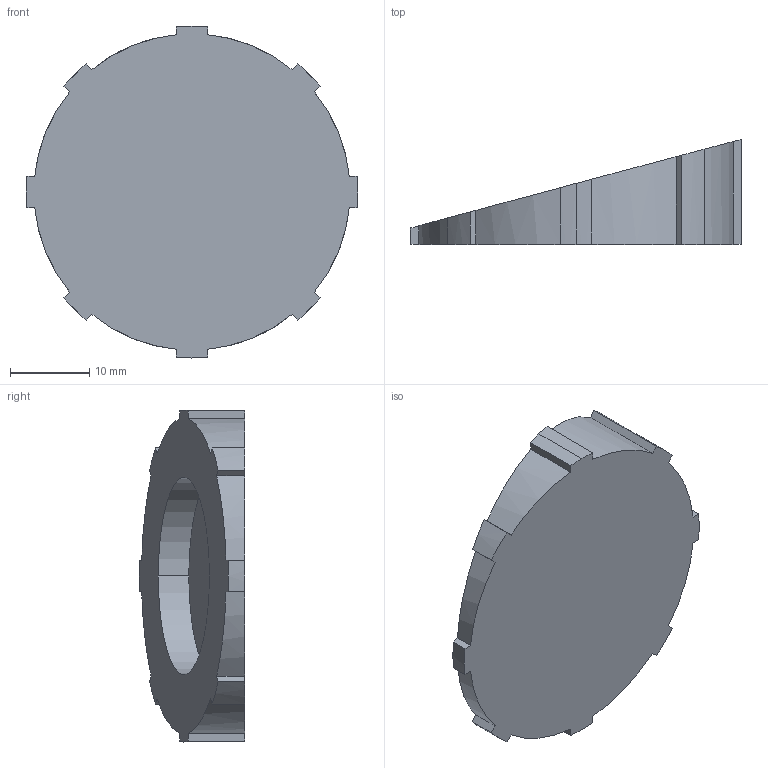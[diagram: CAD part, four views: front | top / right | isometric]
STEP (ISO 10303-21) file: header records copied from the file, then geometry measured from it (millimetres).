
FILE_DESCRIPTION (( 'STEP AP203' ), '1' );
FILE_NAME ('bar_默认_sldprt.STEP', '2021-09-08T14:57:47', ( '' ), ( '' ), 'SwSTEP 2.0', 'SolidWorks 2020', '' );
FILE_SCHEMA (( 'CONFIG_CONTROL_DESIGN' ));
Length unit declared in the file: millimetre
Products named in the file (1): bar_默认_sldprt
Bounding box: 42 x 13.31 x 42 mm (x, y, z)
Volume: 7940.8 mm3; surface area: 4026.3 mm2
Topology: 1 solids, 1 shells, 38 faces, 105 edges, 70 vertices
Faces by surface type: cylinder 19, plane 19
Entity records: 1287 total; most frequent: CARTESIAN_POINT 265, ORIENTED_EDGE 210, DIRECTION 187, EDGE_CURVE 105, VERTEX_POINT 70, LINE 67, VECTOR 67, AXIS2_PLACEMENT_3D 60
